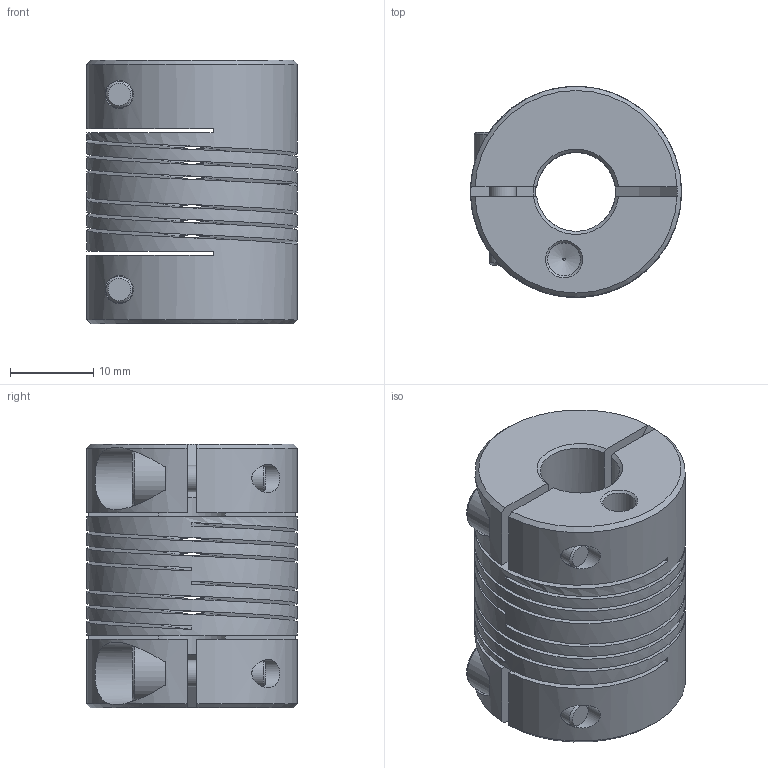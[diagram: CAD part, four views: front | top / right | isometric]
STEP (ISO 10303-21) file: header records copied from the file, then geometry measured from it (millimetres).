
FILE_DESCRIPTION(/* description */ (''),/* implementation_level */ '2;1');
FILE_NAME(/* name */ 'PCR16-6-6-A.stp',/* time_stamp */ '2019-12-05T15:35:59-08:00',/* author */ ('Phillips Lenovo'),/* organization */ ('Autodesk Inc.'),/* preprocessor_version */ 'ST-DEVELOPER v18',/* originating_system */ 'Autodesk Inventor 2020',/* authorisation */ '');
FILE_SCHEMA (('AUTOMOTIVE_DESIGN { 1 0 10303 214 3 1 1 }'));
Length unit declared in the file: inch
Products named in the file (1): PCR16-6-6-A
Bounding box: 25.4 x 25.39 x 31.75 mm (x, y, z)
Volume: 11708.9 mm3; surface area: 11440.8 mm2
Topology: 1 solids, 1 shells, 104 faces, 318 edges, 216 vertices
Faces by surface type: plane 54, cylinder 26, cone 16, bspline 8
Full cylindrical faces by diameter (mm): 3.208 x2, 3.4 x2, 3.962 x2, 4.305 x2, 7 x2, 10.287 x5, 25.4 x5
Entity records: 6465 total; most frequent: CARTESIAN_POINT 3549, ORIENTED_EDGE 636, DIRECTION 505, EDGE_CURVE 318, VERTEX_POINT 216, AXIS2_PLACEMENT_3D 183, LINE 139, VECTOR 139
